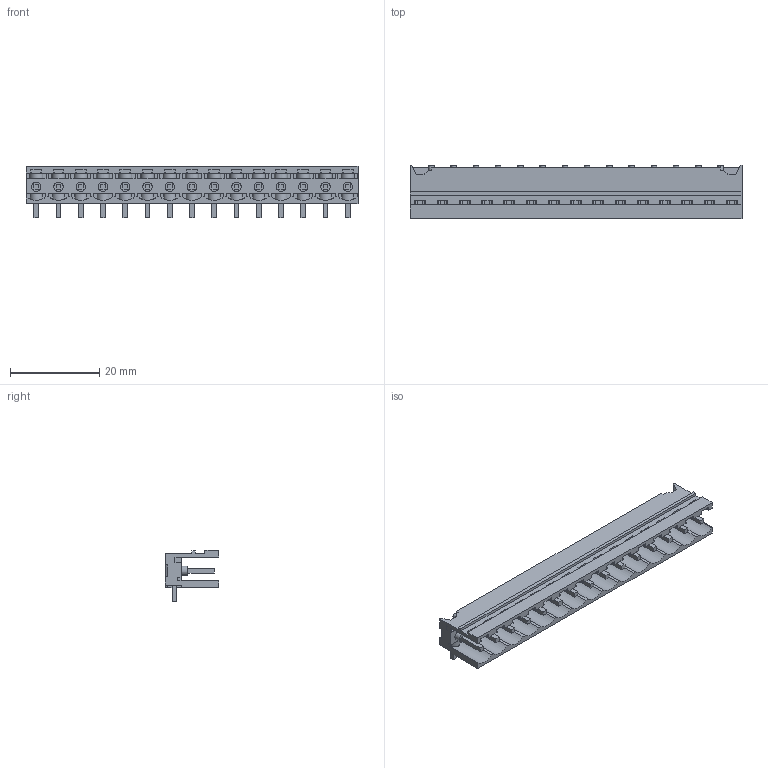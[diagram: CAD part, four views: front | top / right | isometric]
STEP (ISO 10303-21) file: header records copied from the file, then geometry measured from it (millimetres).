
FILE_DESCRIPTION(('CATIA V5 STEP Exchange','CAx-IF Rec.Pracs.--- Model Styling and Organization---1.2---2011-12-15'),'2;1');
FILE_NAME ('D1457089_0_1840020000_1840020000.stp','2018-03-08T07:57:39+00:00',('none'),('Weidmueller'),'CATIA Version 5-6 Release 2014','CATIA V5 STEP AP214','none');
FILE_SCHEMA(('AUTOMOTIVE_DESIGN { 1 0 10303 214 1 1 1 1 }'));
Length unit declared in the file: millimetre
Products named in the file (1): 1840020000
Bounding box: 74.6 x 12 x 11.63 mm (x, y, z)
Volume: 2622.8 mm3; surface area: 6569.2 mm2
Topology: 16 solids, 16 shells, 973 faces, 2985 edges, 2014 vertices
Faces by surface type: plane 812, cylinder 161
Entity records: 30722 total; most frequent: CARTESIAN_POINT 6098, ORIENTED_EDGE 5970, DIRECTION 3805, EDGE_CURVE 2985, VECTOR 2499, LINE 2499, VERTEX_POINT 2014, EDGE_LOOP 1003
